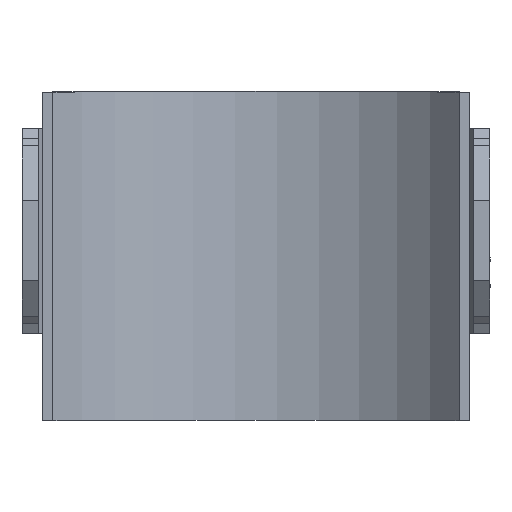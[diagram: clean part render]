
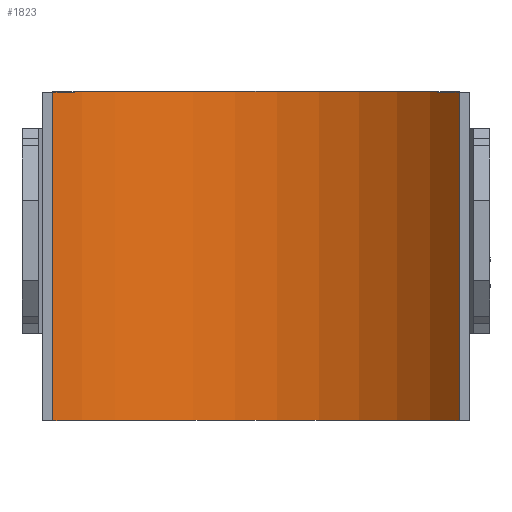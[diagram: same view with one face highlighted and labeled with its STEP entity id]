
A CAD part, front view. The second image highlights one B-rep face of the part: STEP entity #1823.
In plain terms, the highlighted cylindrical face has radius 31.5 mm (diameter 63 mm), a partial arc.
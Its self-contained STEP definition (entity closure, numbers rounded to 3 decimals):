
#38 = LINE ( 'NONE', #841, #9957 ) ;
#186 = EDGE_CURVE ( 'NONE', #6071, #3988, #38, .T. ) ;
#363 = CIRCLE ( 'NONE', #2190, 31.5 ) ;
#523 = DIRECTION ( 'NONE',  ( 0., 0., -1. ) ) ;
#841 = CARTESIAN_POINT ( 'NONE',  ( -24.739, -12., 20. ) ) ;
#1156 = VERTEX_POINT ( 'NONE', #5231 ) ;
#1650 = AXIS2_PLACEMENT_3D ( 'NONE', #4158, #11103, #3318 ) ;
#1823 = ADVANCED_FACE ( 'NONE', ( #3104 ), #7539, .F. ) ;
#2073 = DIRECTION ( 'NONE',  ( 1., 0., 0. ) ) ;
#2190 = AXIS2_PLACEMENT_3D ( 'NONE', #10558, #8154, #2073 ) ;
#3104 = FACE_OUTER_BOUND ( 'NONE', #10528, .T. ) ;
#3318 = DIRECTION ( 'NONE',  ( 1., 0., 0. ) ) ;
#3415 = CARTESIAN_POINT ( 'NONE',  ( 24.739, -12., 20. ) ) ;
#3488 = VERTEX_POINT ( 'NONE', #3415 ) ;
#3988 = VERTEX_POINT ( 'NONE', #7153 ) ;
#4158 = CARTESIAN_POINT ( 'NONE',  ( 0., -31.5, 20. ) ) ;
#4682 = CARTESIAN_POINT ( 'NONE',  ( 24.739, -12., 20. ) ) ;
#4928 = CIRCLE ( 'NONE', #1650, 31.5 ) ;
#5231 = CARTESIAN_POINT ( 'NONE',  ( 24.739, -12., -20. ) ) ;
#5298 = DIRECTION ( 'NONE',  ( 0., 0., -1. ) ) ;
#5728 = DIRECTION ( 'NONE',  ( -1., 0., 0. ) ) ;
#5900 = ORIENTED_EDGE ( 'NONE', *, *, #186, .T. ) ;
#6071 = VERTEX_POINT ( 'NONE', #10334 ) ;
#6346 = DIRECTION ( 'NONE',  ( 0., 0., -1. ) ) ;
#6584 = CARTESIAN_POINT ( 'NONE',  ( 0., -31.5, 20. ) ) ;
#7153 = CARTESIAN_POINT ( 'NONE',  ( -24.739, -12., -20. ) ) ;
#7539 = CYLINDRICAL_SURFACE ( 'NONE', #9256, 31.5 ) ;
#7648 = EDGE_CURVE ( 'NONE', #6071, #3488, #4928, .T. ) ;
#8154 = DIRECTION ( 'NONE',  ( 0., 0., -1. ) ) ;
#8352 = VECTOR ( 'NONE', #6346, 1000. ) ;
#8636 = ORIENTED_EDGE ( 'NONE', *, *, #11178, .T. ) ;
#9256 = AXIS2_PLACEMENT_3D ( 'NONE', #6584, #523, #5728 ) ;
#9957 = VECTOR ( 'NONE', #5298, 1000. ) ;
#10238 = EDGE_CURVE ( 'NONE', #3488, #1156, #10833, .T. ) ;
#10334 = CARTESIAN_POINT ( 'NONE',  ( -24.739, -12., 20. ) ) ;
#10528 = EDGE_LOOP ( 'NONE', ( #8636, #11094, #11151, #5900 ) ) ;
#10558 = CARTESIAN_POINT ( 'NONE',  ( 0., -31.5, -20. ) ) ;
#10833 = LINE ( 'NONE', #4682, #8352 ) ;
#11094 = ORIENTED_EDGE ( 'NONE', *, *, #10238, .F. ) ;
#11103 = DIRECTION ( 'NONE',  ( 0., 0., -1. ) ) ;
#11151 = ORIENTED_EDGE ( 'NONE', *, *, #7648, .F. ) ;
#11178 = EDGE_CURVE ( 'NONE', #3988, #1156, #363, .T. ) ;
